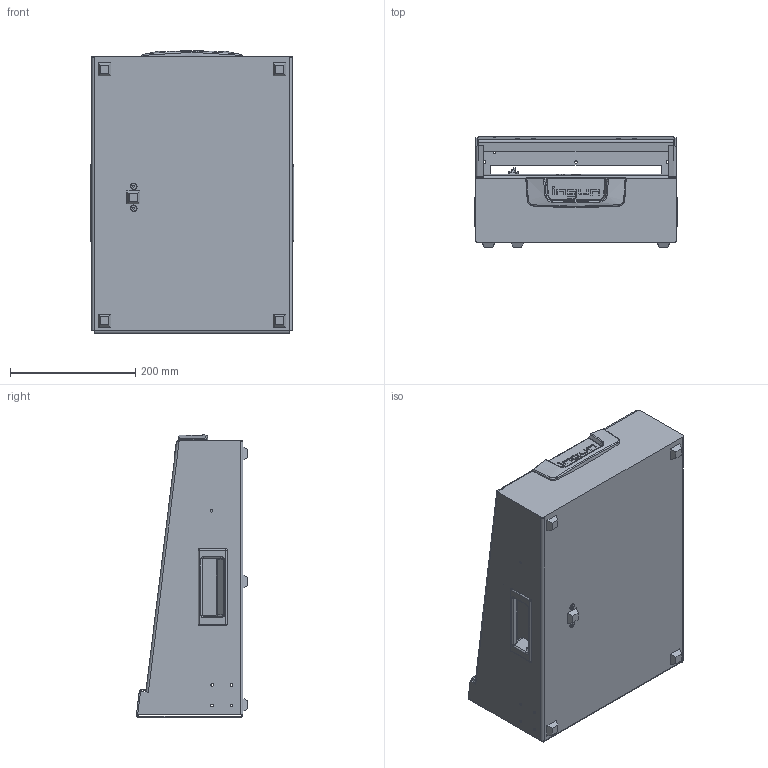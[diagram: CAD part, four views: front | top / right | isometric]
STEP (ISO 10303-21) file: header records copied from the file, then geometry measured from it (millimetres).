
FILE_DESCRIPTION (( 'STEP AP214' ), '1' );
FILE_NAME ('INGUN_114907.STEP', '2023-03-27T11:12:33', ( '' ), ( '' ), 'SwSTEP 2.0', 'SolidWorks 2021', '' );
FILE_SCHEMA (( 'AUTOMOTIVE_DESIGN' ));
Length unit declared in the file: millimetre
Products named in the file (20): 30758_02~0_S; 8804~0; 21332_02~0; DIN7991~n_M05,0x012; 2720~0; 20902~0; 32462~0_S; 21332~0_MA 2112<Standard>; DIN125~n_05,3 M05,0 Fase; 38564~0; 21332_01~0; DIN7991~n_M05,0x016; 32171~0_S; 30758~0_S; 30758_01~0_S; 53032~0_S; 32334~6; INGUN_114907; 35334~0_S; DIN985-A2~n_M05,0
Assembly tree (29 placements, depth 3):
  INGUN_114907
    32334~6
    30758~0_S  x2
      30758_01~0_S
      30758_02~0_S
      38564~0
    20902~0
    21332~0_MA 2112<Standard>
      21332_02~0
      21332_01~0
    2720~0  x5
    53032~0_S
    32171~0_S
    35334~0_S
    32462~0_S
    8804~0
    DIN7991~n_M05,0x016
    DIN7991~n_M05,0x012  x2
    DIN985-A2~n_M05,0  x3
    DIN125~n_05,3 M05,0 Fase  x2
Bounding box: 324.6 x 177.62 x 451.82 mm (x, y, z)
Volume: 850660.1 mm3; surface area: 834368 mm2
Topology: 30 solids, 30 shells, 1241 faces, 3181 edges, 2018 vertices
Faces by surface type: plane 531, cylinder 434, bspline 130, cone 100, sphere 32, torus 14
Entity records: 35562 total; most frequent: CARTESIAN_POINT 13566, ORIENTED_EDGE 4520, DIRECTION 4181, EDGE_CURVE 2260, AXIS2_PLACEMENT_3D 1476, VERTEX_POINT 1445, LINE 1229, VECTOR 1229
